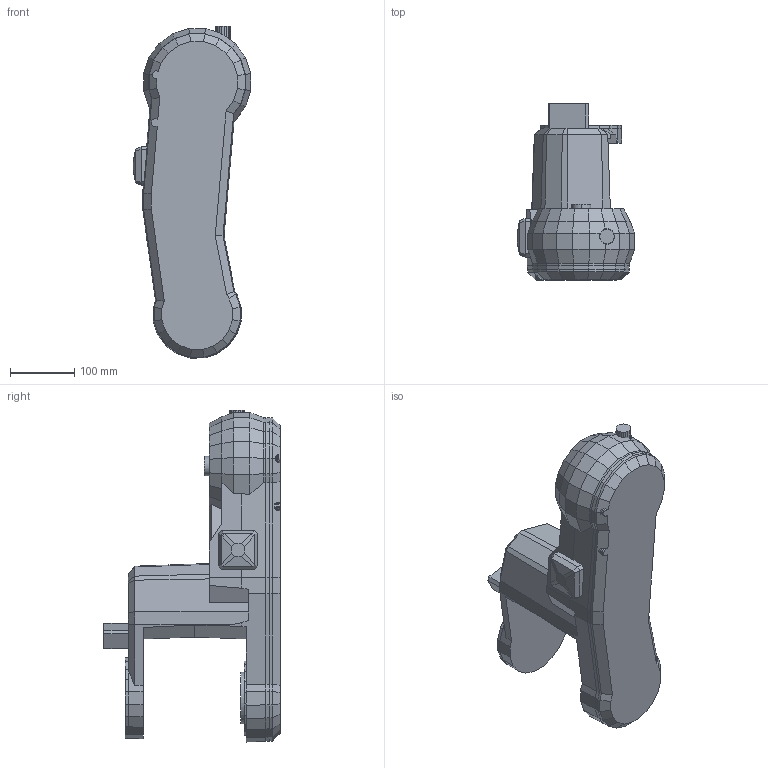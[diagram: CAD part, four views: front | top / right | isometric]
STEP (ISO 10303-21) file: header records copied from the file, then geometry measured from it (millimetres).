
FILE_DESCRIPTION (( 'STEP AP214' ), '1' );
FILE_NAME ('IRB140_6kg-81_LINK2_CAD_rev03.STEP', '2017-02-16T07:41:09', ( 'ABB' ), ( 'ABB' ), 'SwSTEP 2.0', 'SolidWorks 2014', '' );
FILE_SCHEMA (( 'AUTOMOTIVE_DESIGN' ));
Length unit declared in the file: millimetre
Products named in the file (1): IRB140_6kg-81_LINK2_CAD_rev03
Bounding box: 182 x 273.5 x 515.07 mm (x, y, z)
Volume: 7596670.4 mm3; surface area: 332669.6 mm2
Topology: 1 solids, 1 shells, 387 faces, 944 edges, 564 vertices
Faces by surface type: plane 381, cylinder 6
Entity records: 10998 total; most frequent: CARTESIAN_POINT 1905, ORIENTED_EDGE 1888, DIRECTION 1729, EDGE_CURVE 944, VECTOR 929, LINE 929, VERTEX_POINT 564, AXIS2_PLACEMENT_3D 400
